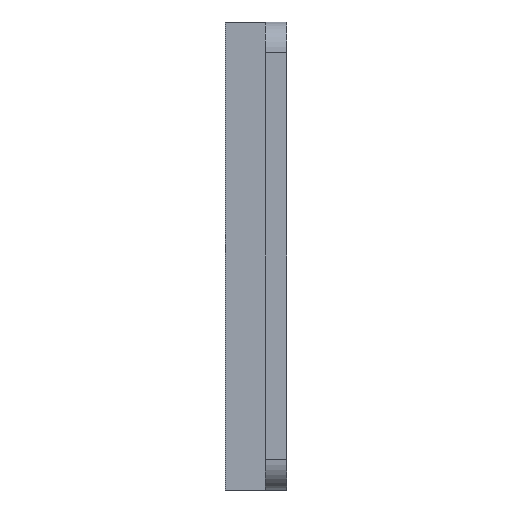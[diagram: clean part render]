
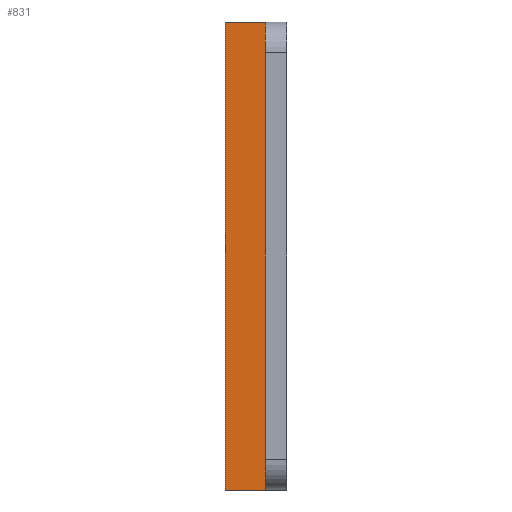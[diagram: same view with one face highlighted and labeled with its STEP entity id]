
A CAD part, left-side view. The second image highlights one B-rep face of the part: STEP entity #831.
In plain terms, the highlighted planar face has unit normal (-1, 0, 0).
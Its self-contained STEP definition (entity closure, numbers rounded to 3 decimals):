
#5 = VECTOR ( 'NONE', #299, 1000. ) ;
#24 = VECTOR ( 'NONE', #1590, 1000. ) ;
#104 = LINE ( 'NONE', #443, #5 ) ;
#111 = EDGE_CURVE ( 'NONE', #313, #1642, #724, .T. ) ;
#142 = DIRECTION ( 'NONE',  ( 1., 0., 0. ) ) ;
#181 = EDGE_LOOP ( 'NONE', ( #419, #1267, #1465, #1208 ) ) ;
#187 = VECTOR ( 'NONE', #551, 1000. ) ;
#259 = DIRECTION ( 'NONE',  ( 0., 0., -1. ) ) ;
#291 = EDGE_CURVE ( 'NONE', #1160, #294, #1386, .T. ) ;
#294 = VERTEX_POINT ( 'NONE', #402 ) ;
#299 = DIRECTION ( 'NONE',  ( 0., -1., 0. ) ) ;
#313 = VERTEX_POINT ( 'NONE', #393 ) ;
#359 = VECTOR ( 'NONE', #259, 1000. ) ;
#393 = CARTESIAN_POINT ( 'NONE',  ( -44.5, 3.5, 38. ) ) ;
#402 = CARTESIAN_POINT ( 'NONE',  ( -44.5, 10., -38. ) ) ;
#419 = ORIENTED_EDGE ( 'NONE', *, *, #881, .T. ) ;
#443 = CARTESIAN_POINT ( 'NONE',  ( -44.5, 10., 38. ) ) ;
#551 = DIRECTION ( 'NONE',  ( 0., -1., 0. ) ) ;
#598 = FACE_OUTER_BOUND ( 'NONE', #181, .T. ) ;
#602 = CARTESIAN_POINT ( 'NONE',  ( -44.5, 10., 38. ) ) ;
#699 = EDGE_CURVE ( 'NONE', #1160, #313, #104, .T. ) ;
#724 = LINE ( 'NONE', #833, #24 ) ;
#732 = AXIS2_PLACEMENT_3D ( 'NONE', #1057, #142, #923 ) ;
#800 = PLANE ( 'NONE',  #732 ) ;
#831 = ADVANCED_FACE ( 'NONE', ( #598 ), #800, .F. ) ;
#833 = CARTESIAN_POINT ( 'NONE',  ( -44.5, 3.5, 38. ) ) ;
#881 = EDGE_CURVE ( 'NONE', #294, #1642, #924, .T. ) ;
#923 = DIRECTION ( 'NONE',  ( 0., 0., -1. ) ) ;
#924 = LINE ( 'NONE', #978, #187 ) ;
#978 = CARTESIAN_POINT ( 'NONE',  ( -44.5, 10., -38. ) ) ;
#1057 = CARTESIAN_POINT ( 'NONE',  ( -44.5, 10., 38. ) ) ;
#1160 = VERTEX_POINT ( 'NONE', #602 ) ;
#1208 = ORIENTED_EDGE ( 'NONE', *, *, #291, .T. ) ;
#1267 = ORIENTED_EDGE ( 'NONE', *, *, #111, .F. ) ;
#1386 = LINE ( 'NONE', #1469, #359 ) ;
#1465 = ORIENTED_EDGE ( 'NONE', *, *, #699, .F. ) ;
#1469 = CARTESIAN_POINT ( 'NONE',  ( -44.5, 10., 38. ) ) ;
#1564 = CARTESIAN_POINT ( 'NONE',  ( -44.5, 3.5, -38. ) ) ;
#1590 = DIRECTION ( 'NONE',  ( 0., 0., -1. ) ) ;
#1642 = VERTEX_POINT ( 'NONE', #1564 ) ;
